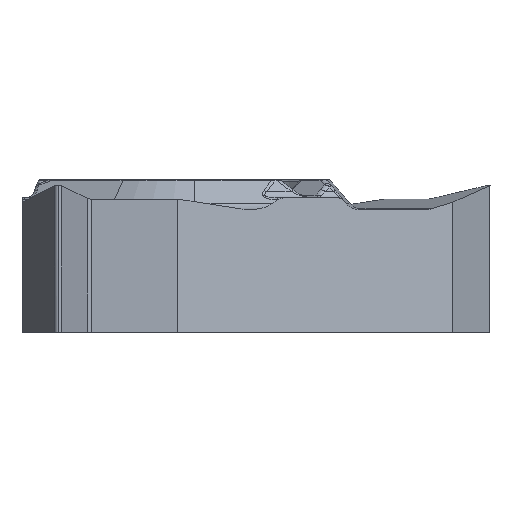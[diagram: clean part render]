
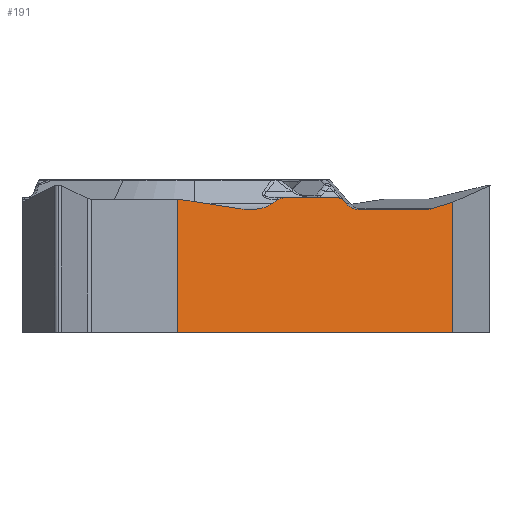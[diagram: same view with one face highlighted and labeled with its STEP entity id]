
A CAD part, front view. The second image highlights one B-rep face of the part: STEP entity #191.
In plain terms, the highlighted planar face has unit normal (0.5, -0.866, 0).
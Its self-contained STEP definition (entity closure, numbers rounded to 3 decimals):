
#191=ADVANCED_FACE('',(#421),#377,.F.);
#377=PLANE('',#3083);
#421=FACE_OUTER_BOUND('',#601,.T.);
#601=EDGE_LOOP('',(#1023,#1024,#1025,#1026,#1027,#1028,#1029,#1030,#1031,
#1032,#1033,#1034,#1035,#1036,#1037,#1038));
#801=ELLIPSE('',#3078,0.489,0.415);
#802=ELLIPSE('',#3079,0.177,0.15);
#803=ELLIPSE('',#3080,0.3,0.15);
#804=ELLIPSE('',#3081,0.83,0.415);
#805=ELLIPSE('',#3082,0.83,0.415);
#865=CIRCLE('',#3077,0.415);
#1023=ORIENTED_EDGE('',*,*,#2181,.T.);
#1024=ORIENTED_EDGE('',*,*,#2182,.T.);
#1025=ORIENTED_EDGE('',*,*,#2183,.T.);
#1026=ORIENTED_EDGE('',*,*,#2184,.T.);
#1027=ORIENTED_EDGE('',*,*,#2185,.F.);
#1028=ORIENTED_EDGE('',*,*,#2186,.T.);
#1029=ORIENTED_EDGE('',*,*,#2187,.F.);
#1030=ORIENTED_EDGE('',*,*,#2188,.F.);
#1031=ORIENTED_EDGE('',*,*,#2189,.T.);
#1032=ORIENTED_EDGE('',*,*,#2190,.F.);
#1033=ORIENTED_EDGE('',*,*,#2191,.F.);
#1034=ORIENTED_EDGE('',*,*,#2192,.T.);
#1035=ORIENTED_EDGE('',*,*,#2193,.F.);
#1036=ORIENTED_EDGE('',*,*,#2194,.T.);
#1037=ORIENTED_EDGE('',*,*,#2195,.T.);
#1038=ORIENTED_EDGE('',*,*,#2196,.T.);
#1915=VERTEX_POINT('',#4599);
#1916=VERTEX_POINT('',#4600);
#1917=VERTEX_POINT('',#4602);
#1918=VERTEX_POINT('',#4604);
#1919=VERTEX_POINT('',#4606);
#1920=VERTEX_POINT('',#4608);
#1921=VERTEX_POINT('',#4610);
#1922=VERTEX_POINT('',#4612);
#1923=VERTEX_POINT('',#4614);
#1924=VERTEX_POINT('',#4616);
#1925=VERTEX_POINT('',#4618);
#1926=VERTEX_POINT('',#4620);
#1927=VERTEX_POINT('',#4622);
#1928=VERTEX_POINT('',#4624);
#1929=VERTEX_POINT('',#4626);
#1930=VERTEX_POINT('',#4628);
#2181=EDGE_CURVE('',#1915,#1916,#2615,.T.);
#2182=EDGE_CURVE('',#1916,#1917,#2616,.T.);
#2183=EDGE_CURVE('',#1917,#1918,#2617,.T.);
#2184=EDGE_CURVE('',#1918,#1919,#865,.T.);
#2185=EDGE_CURVE('',#1920,#1919,#2618,.T.);
#2186=EDGE_CURVE('',#1920,#1921,#801,.T.);
#2187=EDGE_CURVE('',#1922,#1921,#2619,.T.);
#2188=EDGE_CURVE('',#1923,#1922,#802,.T.);
#2189=EDGE_CURVE('',#1923,#1924,#2620,.T.);
#2190=EDGE_CURVE('',#1925,#1924,#803,.T.);
#2191=EDGE_CURVE('',#1926,#1925,#2621,.T.);
#2192=EDGE_CURVE('',#1926,#1927,#804,.T.);
#2193=EDGE_CURVE('',#1928,#1927,#2622,.T.);
#2194=EDGE_CURVE('',#1928,#1929,#805,.T.);
#2195=EDGE_CURVE('',#1929,#1930,#2623,.T.);
#2196=EDGE_CURVE('',#1930,#1915,#2624,.T.);
#2615=LINE('',#4598,#2807);
#2616=LINE('',#4601,#2808);
#2617=LINE('',#4603,#2809);
#2618=LINE('',#4607,#2810);
#2619=LINE('',#4611,#2811);
#2620=LINE('',#4615,#2812);
#2621=LINE('',#4619,#2813);
#2622=LINE('',#4623,#2814);
#2623=LINE('',#4627,#2815);
#2624=LINE('',#4629,#2816);
#2807=VECTOR('',#3452,1.);
#2808=VECTOR('',#3453,1.);
#2809=VECTOR('',#3454,1.);
#2810=VECTOR('',#3457,1.);
#2811=VECTOR('',#3460,1.);
#2812=VECTOR('',#3463,1.);
#2813=VECTOR('',#3466,1.);
#2814=VECTOR('',#3469,1.);
#2815=VECTOR('',#3472,1.);
#2816=VECTOR('',#3473,1.);
#3077=AXIS2_PLACEMENT_3D('',#4605,#3455,#3456);
#3078=AXIS2_PLACEMENT_3D('',#4609,#3458,#3459);
#3079=AXIS2_PLACEMENT_3D('',#4613,#3461,#3462);
#3080=AXIS2_PLACEMENT_3D('',#4617,#3464,#3465);
#3081=AXIS2_PLACEMENT_3D('',#4621,#3467,#3468);
#3082=AXIS2_PLACEMENT_3D('',#4625,#3470,#3471);
#3083=AXIS2_PLACEMENT_3D('',#4630,#3474,#3475);
#3452=DIRECTION('',(0.866,0.5,0.));
#3453=DIRECTION('',(0.,0.,1.));
#3454=DIRECTION('',(-0.837,-0.483,-0.259));
#3455=DIRECTION('',(-0.5,0.866,0.));
#3456=DIRECTION('',(-0.866,-0.5,0.));
#3457=DIRECTION('',(0.866,0.5,0.));
#3458=DIRECTION('',(-0.5,0.866,0.));
#3459=DIRECTION('',(-0.866,-0.5,0.));
#3460=DIRECTION('',(0.609,0.352,-0.711));
#3461=DIRECTION('',(-0.5,0.866,0.));
#3462=DIRECTION('',(0.866,0.5,0.));
#3463=DIRECTION('',(-0.866,-0.5,0.));
#3464=DIRECTION('',(-0.5,0.866,0.));
#3465=DIRECTION('',(-0.866,-0.5,0.));
#3466=DIRECTION('',(0.744,0.43,0.512));
#3467=DIRECTION('',(-0.5,0.866,0.));
#3468=DIRECTION('',(-0.866,-0.5,0.));
#3469=DIRECTION('',(0.866,0.5,0.));
#3470=DIRECTION('',(-0.5,0.866,0.));
#3471=DIRECTION('',(0.866,0.5,0.));
#3472=DIRECTION('',(-0.858,-0.496,0.133));
#3473=DIRECTION('',(0.,0.,-1.));
#3474=DIRECTION('',(-0.5,0.866,0.));
#3475=DIRECTION('',(-0.866,-0.5,0.));
#4598=CARTESIAN_POINT('',(8.733,-0.457,-3.97));
#4599=CARTESIAN_POINT('',(-0.47,-5.77,-3.97));
#4600=CARTESIAN_POINT('',(7.11,-1.394,-3.97));
#4601=CARTESIAN_POINT('',(7.11,-1.394,0.));
#4602=CARTESIAN_POINT('',(7.11,-1.394,-0.386));
#4603=CARTESIAN_POINT('',(-3.145,-7.315,-3.559));
#4604=CARTESIAN_POINT('',(6.512,-1.74,-0.571));
#4605=CARTESIAN_POINT('',(6.419,-1.793,-0.17));
#4606=CARTESIAN_POINT('',(6.419,-1.793,-0.585));
#4607=CARTESIAN_POINT('',(-3.971,-7.792,-0.585));
#4608=CARTESIAN_POINT('',(4.499,-2.902,-0.585));
#4609=CARTESIAN_POINT('',(4.499,-2.902,-0.17));
#4610=CARTESIAN_POINT('',(4.174,-3.089,-0.437));
#4611=CARTESIAN_POINT('',(-0.044,-5.525,4.486));
#4612=CARTESIAN_POINT('',(4.077,-3.145,-0.324));
#4613=CARTESIAN_POINT('',(3.96,-3.213,-0.42));
#4614=CARTESIAN_POINT('',(3.96,-3.213,-0.27));
#4615=CARTESIAN_POINT('',(-3.971,-7.792,-0.27));
#4616=CARTESIAN_POINT('',(2.476,-4.07,-0.27));
#4617=CARTESIAN_POINT('',(2.476,-4.07,-0.42));
#4618=CARTESIAN_POINT('',(2.277,-4.185,-0.324));
#4619=CARTESIAN_POINT('',(7.165,-1.363,3.039));
#4620=CARTESIAN_POINT('',(2.113,-4.279,-0.437));
#4621=CARTESIAN_POINT('',(1.562,-4.597,-0.17));
#4622=CARTESIAN_POINT('',(1.562,-4.597,-0.585));
#4623=CARTESIAN_POINT('',(8.733,-0.457,-0.585));
#4624=CARTESIAN_POINT('',(1.45,-4.662,-0.585));
#4625=CARTESIAN_POINT('',(1.45,-4.662,-0.17));
#4626=CARTESIAN_POINT('',(1.264,-4.77,-0.571));
#4627=CARTESIAN_POINT('',(8.537,-0.571,-1.696));
#4628=CARTESIAN_POINT('',(-0.47,-5.77,-0.303));
#4629=CARTESIAN_POINT('',(-0.47,-5.77,0.));
#4630=CARTESIAN_POINT('',(8.733,-0.457,0.));
